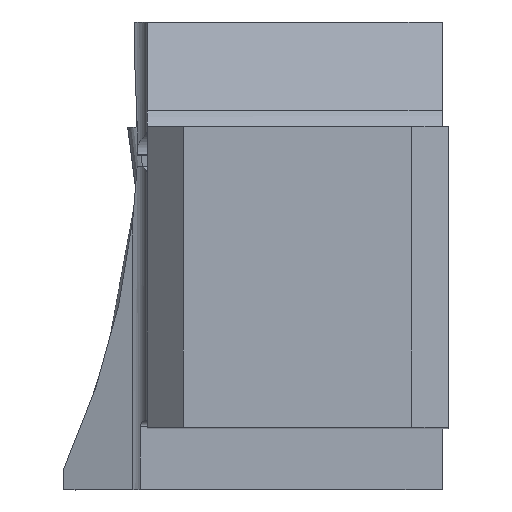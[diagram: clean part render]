
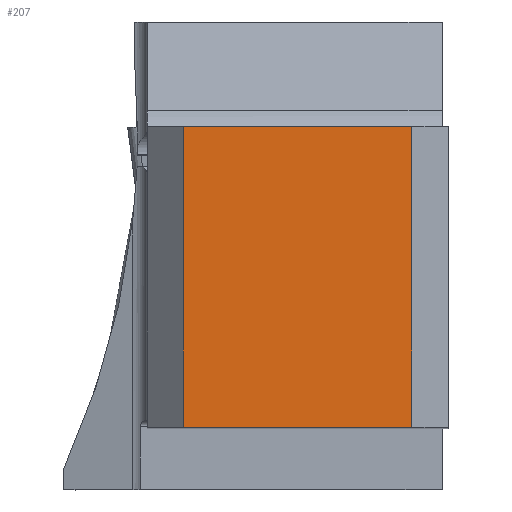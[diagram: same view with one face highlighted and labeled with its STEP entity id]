
A CAD part, top view. The second image highlights one B-rep face of the part: STEP entity #207.
In plain terms, the highlighted planar face has unit normal (0, 0, 1).
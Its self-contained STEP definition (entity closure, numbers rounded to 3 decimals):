
#207=ADVANCED_FACE('CU_BACK_SU1',(#414),#328,.F.);
#328=PLANE('',#2843);
#414=FACE_OUTER_BOUND('',#545,.T.);
#545=EDGE_LOOP('',(#997,#998,#999,#1000));
#997=ORIENTED_EDGE('',*,*,#1950,.F.);
#998=ORIENTED_EDGE('',*,*,#1948,.T.);
#999=ORIENTED_EDGE('',*,*,#1951,.T.);
#1000=ORIENTED_EDGE('',*,*,#1890,.F.);
#1622=VERTEX_POINT('',#3710);
#1623=VERTEX_POINT('',#3712);
#1657=VERTEX_POINT('',#3927);
#1658=VERTEX_POINT('',#3929);
#1890=EDGE_CURVE('',#1622,#1623,#2245,.T.);
#1948=EDGE_CURVE('',#1658,#1657,#2282,.T.);
#1950=EDGE_CURVE('',#1658,#1622,#2284,.T.);
#1951=EDGE_CURVE('',#1657,#1623,#2285,.T.);
#2245=LINE('',#3711,#2487);
#2282=LINE('',#3928,#2524);
#2284=LINE('',#3932,#2526);
#2285=LINE('',#3933,#2527);
#2487=VECTOR('',#3052,1.);
#2524=VECTOR('',#3147,1.);
#2526=VECTOR('',#3151,1.);
#2527=VECTOR('',#3152,1.);
#2843=AXIS2_PLACEMENT_3D('',#3934,#3153,#3154);
#3052=DIRECTION('',(1.,0.,0.));
#3147=DIRECTION('',(1.,0.,0.));
#3151=DIRECTION('',(0.,1.,0.));
#3152=DIRECTION('',(0.,1.,0.));
#3153=DIRECTION('',(0.,0.,-1.));
#3154=DIRECTION('',(-1.,0.,0.));
#3710=CARTESIAN_POINT('',(-21.925,24.925,0.));
#3711=CARTESIAN_POINT('',(-110.,24.925,0.));
#3712=CARTESIAN_POINT('',(-3.,24.925,0.));
#3927=CARTESIAN_POINT('',(-3.,0.,0.));
#3928=CARTESIAN_POINT('',(-110.,0.,0.));
#3929=CARTESIAN_POINT('',(-21.925,0.,0.));
#3932=CARTESIAN_POINT('',(-21.925,0.,0.));
#3933=CARTESIAN_POINT('',(-3.,0.,0.));
#3934=CARTESIAN_POINT('',(23.246,44.925,0.));
